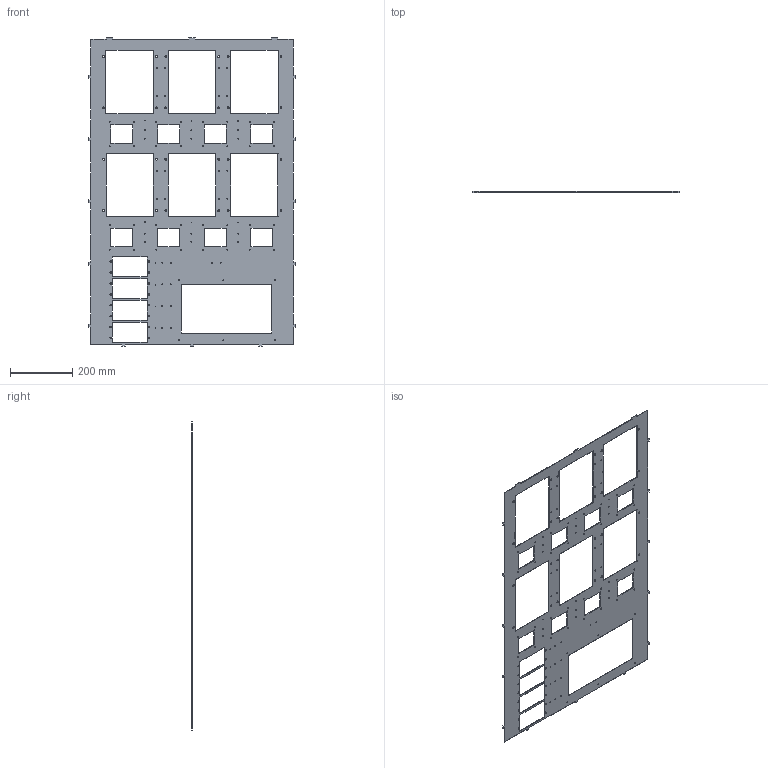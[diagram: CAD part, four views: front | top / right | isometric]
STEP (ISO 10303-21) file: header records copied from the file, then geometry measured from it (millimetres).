
FILE_DESCRIPTION(/* description */ (''),/* implementation_level */ '2;1');
FILE_NAME(/* name */ 'Plate.step',/* time_stamp */ '2018-06-11T21:08:46+03:00',/* author */ (''),/* organization */ (''),/* preprocessor_version */ 'ST-DEVELOPER v17',/* originating_system */ 'Autodesk Translation Framework v7.1.0.215',/* authorisation */ '');
FILE_SCHEMA (('AUTOMOTIVE_DESIGN { 1 0 10303 214 3 1 1 }'));
Length unit declared in the file: millimetre
Products named in the file (1): Plate
Bounding box: 662 x 2 x 992 mm (x, y, z)
Volume: 685546.3 mm3; surface area: 712777.9 mm2
Topology: 1 solids, 1 shells, 277 faces, 870 edges, 595 vertices
Faces by surface type: plane 146, cylinder 131
Full cylindrical faces by diameter (mm): 2.5 x10, 2.989 x1, 3 x43, 3.033 x1, 3.158 x2, 3.175 x29, 5 x16, 6 x23
Entity records: 10386 total; most frequent: CARTESIAN_POINT 1743, ORIENTED_EDGE 1740, DIRECTION 1688, EDGE_CURVE 870, LINE 608, VECTOR 608, VERTEX_POINT 595, EDGE_LOOP 567
